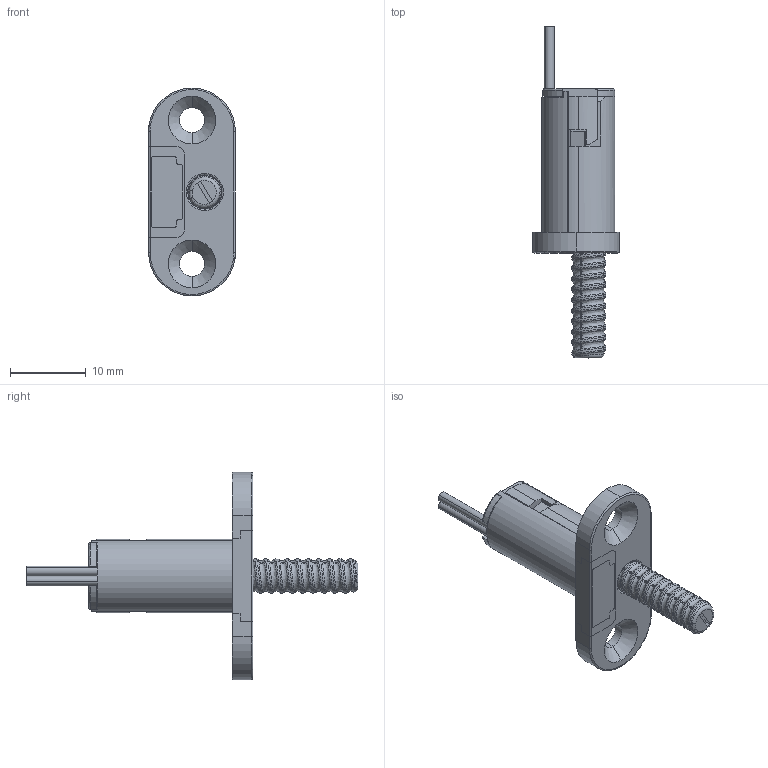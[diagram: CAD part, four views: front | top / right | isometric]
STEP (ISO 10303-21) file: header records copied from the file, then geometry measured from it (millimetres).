
FILE_DESCRIPTION (( 'STEP AP203' ), '1' );
FILE_NAME ('RK-Smart-2_404055.STEP', '2017-01-23T14:40:31', ( '' ), ( '' ), 'SwSTEP 2.0', 'SolidWorks 2015', '' );
FILE_SCHEMA (( 'CONFIG_CONTROL_DESIGN' ));
Length unit declared in the file: millimetre
Products named in the file (6): 404055_GA_-_Gehäuse; 404055-GH_-_Gehäuse; 404055-BO_-_Bolzen; 404055-SB_-_Schirmblech; Kabel-gerade; RK-Smart-2_404055
Assembly tree (6 placements, depth 2):
  RK-Smart-2_404055
    404055_GA_-_Gehäuse
    404055-GH_-_Gehäuse
    404055-BO_-_Bolzen
    404055-SB_-_Schirmblech
    Kabel-gerade  x2
Bounding box: 11.5 x 43.91 x 27.5 mm (x, y, z)
Volume: 1514.4 mm3; surface area: 3642.3 mm2
Topology: 6 solids, 6 shells, 477 faces, 1227 edges, 795 vertices
Faces by surface type: plane 196, cylinder 173, bspline 85, torus 13, cone 10
Entity records: 50620 total; most frequent: CARTESIAN_POINT 39519, ORIENTED_EDGE 2430, DIRECTION 1903, EDGE_CURVE 1215, VERTEX_POINT 787, AXIS2_PLACEMENT_3D 669, VECTOR 565, LINE 565
